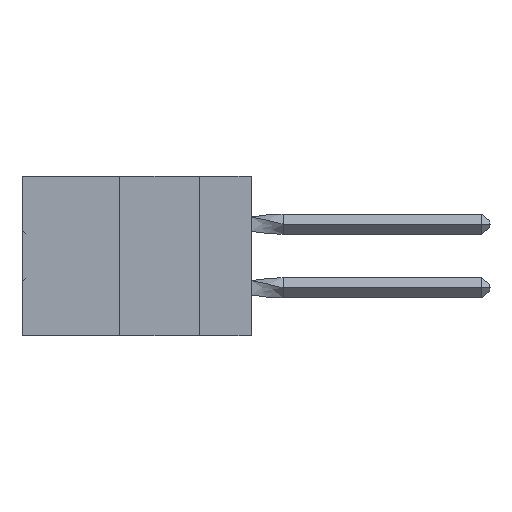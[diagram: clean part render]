
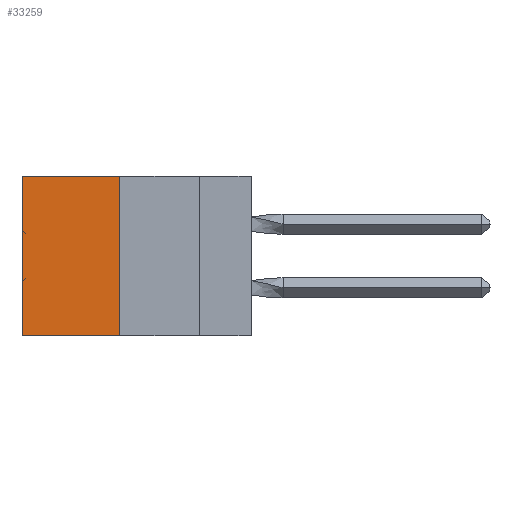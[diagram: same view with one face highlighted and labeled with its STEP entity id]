
A CAD part, left-side view. The second image highlights one B-rep face of the part: STEP entity #33259.
In plain terms, the highlighted planar face has unit normal (-1, 0, 0).
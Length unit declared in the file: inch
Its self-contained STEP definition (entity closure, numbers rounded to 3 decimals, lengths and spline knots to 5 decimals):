
#1885 = VERTEX_POINT ( 'NONE', #9509 ) ;
#3482 = ORIENTED_EDGE ( 'NONE', *, *, #28482, .F. ) ;
#5734 = VERTEX_POINT ( 'NONE', #29655 ) ;
#7674 = VERTEX_POINT ( 'NONE', #43575 ) ;
#7856 = DIRECTION ( 'NONE',  ( 1., 0., 0. ) ) ;
#8465 = PLANE ( 'NONE',  #25728 ) ;
#9509 = CARTESIAN_POINT ( 'NONE',  ( 0.305, 0.72, -0.5 ) ) ;
#10594 = LINE ( 'NONE', #16823, #49348 ) ;
#11096 = LINE ( 'NONE', #19878, #11824 ) ;
#11824 = VECTOR ( 'NONE', #20273, 39.37008 ) ;
#16741 = ORIENTED_EDGE ( 'NONE', *, *, #48646, .T. ) ;
#16823 = CARTESIAN_POINT ( 'NONE',  ( 0.305, 0.413, -0.5 ) ) ;
#17158 = CARTESIAN_POINT ( 'NONE',  ( 0.305, 0.413, -0.5 ) ) ;
#17650 = DIRECTION ( 'NONE',  ( 0., 0., -1. ) ) ;
#19848 = DIRECTION ( 'NONE',  ( 0., 0., -1. ) ) ;
#19878 = CARTESIAN_POINT ( 'NONE',  ( 0.305, 0.413, 0. ) ) ;
#20273 = DIRECTION ( 'NONE',  ( 0., 1., 0. ) ) ;
#21203 = LINE ( 'NONE', #29682, #57065 ) ;
#21915 = CARTESIAN_POINT ( 'NONE',  ( 0.305, 0.413, -0.5 ) ) ;
#25591 = CARTESIAN_POINT ( 'NONE',  ( 0.305, 0.72, 0. ) ) ;
#25728 = AXIS2_PLACEMENT_3D ( 'NONE', #21915, #7856, #17650 ) ;
#28482 = EDGE_CURVE ( 'NONE', #7674, #5734, #10594, .T. ) ;
#29521 = EDGE_CURVE ( 'NONE', #5734, #1885, #49867, .T. ) ;
#29655 = CARTESIAN_POINT ( 'NONE',  ( 0.305, 0.413, -0.5 ) ) ;
#29682 = CARTESIAN_POINT ( 'NONE',  ( 0.305, 0.72, -0.5 ) ) ;
#29999 = EDGE_LOOP ( 'NONE', ( #44487, #50000, #3482, #16741 ) ) ;
#31133 = DIRECTION ( 'NONE',  ( 0., 0., -1. ) ) ;
#31594 = VECTOR ( 'NONE', #36565, 39.37008 ) ;
#33259 = ADVANCED_FACE ( 'NONE', ( #35639 ), #8465, .F. ) ;
#35639 = FACE_OUTER_BOUND ( 'NONE', #29999, .T. ) ;
#36565 = DIRECTION ( 'NONE',  ( 0., 1., 0. ) ) ;
#42455 = EDGE_CURVE ( 'NONE', #59946, #1885, #21203, .T. ) ;
#43575 = CARTESIAN_POINT ( 'NONE',  ( 0.305, 0.413, 0. ) ) ;
#44487 = ORIENTED_EDGE ( 'NONE', *, *, #42455, .T. ) ;
#48646 = EDGE_CURVE ( 'NONE', #7674, #59946, #11096, .T. ) ;
#49348 = VECTOR ( 'NONE', #31133, 39.37008 ) ;
#49867 = LINE ( 'NONE', #17158, #31594 ) ;
#50000 = ORIENTED_EDGE ( 'NONE', *, *, #29521, .F. ) ;
#57065 = VECTOR ( 'NONE', #19848, 39.37008 ) ;
#59946 = VERTEX_POINT ( 'NONE', #25591 ) ;
